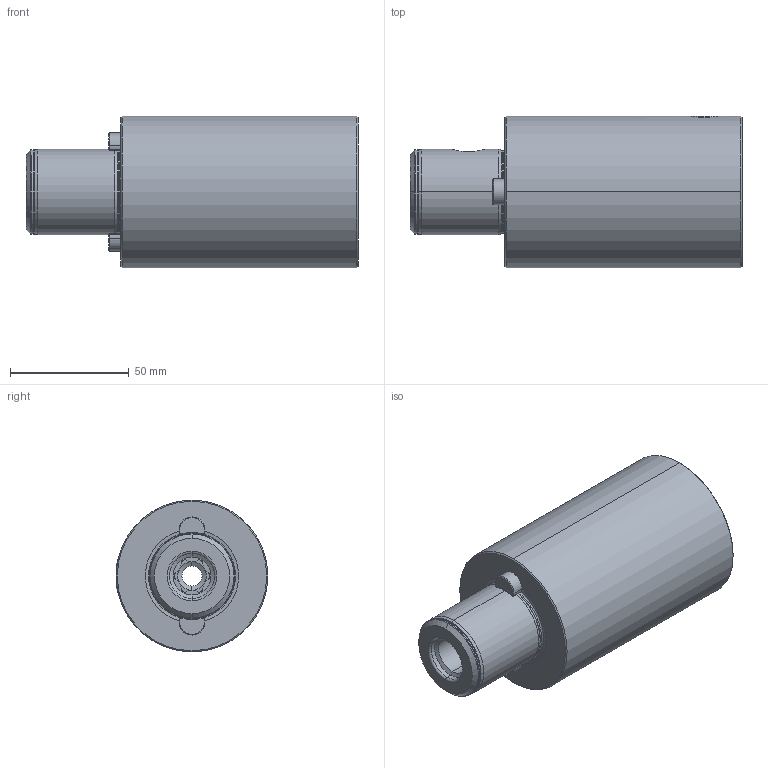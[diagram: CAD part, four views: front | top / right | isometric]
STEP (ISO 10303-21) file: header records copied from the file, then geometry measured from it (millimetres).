
FILE_DESCRIPTION (( 'STEP AP203' ), '1' );
FILE_NAME ('ST6-ST6.K01.100.STEP', '2016-02-12T10:47:41', ( 'SWIAdmin' ), ( 'Hewlett-Packard Company' ), 'SwSTEP 2.0', 'SolidWorks 2015', '' );
FILE_SCHEMA (( 'CONFIG_CONTROL_DESIGN' ));
Length unit declared in the file: millimetre
Products named in the file (7): ST6-ST6.K01.100; ST6-ST6.K01.100_A; ST6-ER1.001.018_A; ST6-ER2.001.012_A; ST6-ER3.K01.040_A; ST6-ER4.001.020_A; DIN 3771 - 33x2
Assembly tree (7 placements, depth 2):
  ST6-ST6.K01.100
    ST6-ST6.K01.100_A
    ST6-ER1.001.018_A
    ST6-ER2.001.012_A  x2
    ST6-ER3.K01.040_A
    ST6-ER4.001.020_A
    DIN 3771 - 33x2
Bounding box: 140 x 64 x 64 mm (x, y, z)
Volume: 303943.4 mm3; surface area: 54822 mm2
Topology: 7 solids, 7 shells, 237 faces, 538 edges, 313 vertices
Faces by surface type: cylinder 78, cone 70, plane 46, torus 39, bspline 4
Entity records: 7554 total; most frequent: CARTESIAN_POINT 1830, DIRECTION 1161, ORIENTED_EDGE 976, AXIS2_PLACEMENT_3D 492, EDGE_CURVE 488, VERTEX_POINT 287, CIRCLE 270, EDGE_LOOP 231
